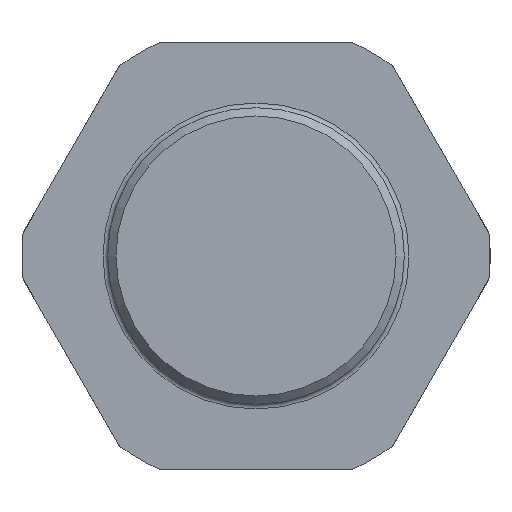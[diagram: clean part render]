
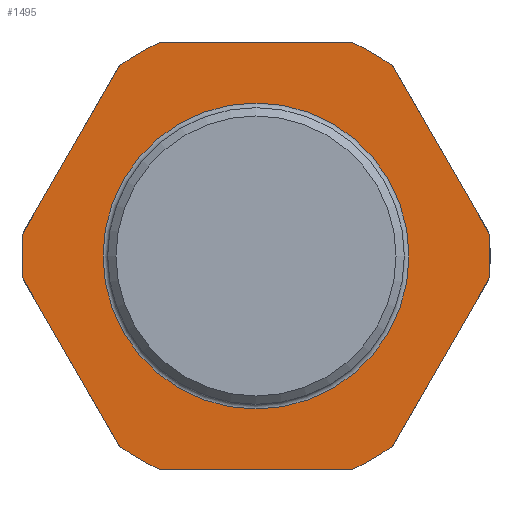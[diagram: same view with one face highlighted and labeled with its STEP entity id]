
A CAD part, left-side view. The second image highlights one B-rep face of the part: STEP entity #1495.
In plain terms, the highlighted planar face has unit normal (-1, 0, 0).
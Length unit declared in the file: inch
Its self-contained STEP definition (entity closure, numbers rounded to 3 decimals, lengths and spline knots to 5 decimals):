
#24=FACE_BOUND('',#339,.T.);
#73=LINE('',#2286,#136);
#76=LINE('',#2316,#139);
#79=LINE('',#2346,#142);
#82=LINE('',#2376,#145);
#85=LINE('',#2396,#148);
#88=LINE('',#2439,#151);
#136=VECTOR('',#1798,0.3937);
#139=VECTOR('',#1803,0.3937);
#142=VECTOR('',#1808,0.3937);
#145=VECTOR('',#1813,0.3937);
#148=VECTOR('',#1818,0.3937);
#151=VECTOR('',#1823,0.3937);
#256=FACE_OUTER_BOUND('',#338,.T.);
#338=EDGE_LOOP('',(#980,#981,#982,#983,#984,#985,#986,#987,#988,#989,#990,
#991));
#339=EDGE_LOOP('',(#992,#993));
#414=CIRCLE('',#1598,0.99409);
#415=CIRCLE('',#1600,0.99409);
#418=CIRCLE('',#1604,0.99409);
#420=CIRCLE('',#1607,0.99409);
#422=CIRCLE('',#1610,0.99409);
#423=CIRCLE('',#1612,0.99409);
#428=CIRCLE('',#1619,0.64961);
#429=CIRCLE('',#1620,0.64961);
#533=VERTEX_POINT('',#2283);
#534=VERTEX_POINT('',#2285);
#537=VERTEX_POINT('',#2313);
#538=VERTEX_POINT('',#2315);
#541=VERTEX_POINT('',#2343);
#542=VERTEX_POINT('',#2345);
#545=VERTEX_POINT('',#2373);
#546=VERTEX_POINT('',#2375);
#549=VERTEX_POINT('',#2393);
#550=VERTEX_POINT('',#2395);
#554=VERTEX_POINT('',#2436);
#555=VERTEX_POINT('',#2438);
#558=VERTEX_POINT('',#2466);
#559=VERTEX_POINT('',#2467);
#691=EDGE_CURVE('',#534,#533,#73,.T.);
#695=EDGE_CURVE('',#538,#537,#76,.T.);
#699=EDGE_CURVE('',#542,#541,#79,.T.);
#703=EDGE_CURVE('',#546,#545,#82,.T.);
#707=EDGE_CURVE('',#550,#549,#85,.T.);
#712=EDGE_CURVE('',#555,#554,#88,.T.);
#715=EDGE_CURVE('',#555,#549,#414,.T.);
#716=EDGE_CURVE('',#542,#545,#415,.T.);
#719=EDGE_CURVE('',#550,#541,#418,.T.);
#721=EDGE_CURVE('',#546,#537,#420,.T.);
#723=EDGE_CURVE('',#538,#533,#422,.T.);
#724=EDGE_CURVE('',#534,#554,#423,.T.);
#729=EDGE_CURVE('',#558,#559,#428,.T.);
#730=EDGE_CURVE('',#559,#558,#429,.T.);
#980=ORIENTED_EDGE('',*,*,#691,.T.);
#981=ORIENTED_EDGE('',*,*,#723,.F.);
#982=ORIENTED_EDGE('',*,*,#695,.T.);
#983=ORIENTED_EDGE('',*,*,#721,.F.);
#984=ORIENTED_EDGE('',*,*,#703,.T.);
#985=ORIENTED_EDGE('',*,*,#716,.F.);
#986=ORIENTED_EDGE('',*,*,#699,.T.);
#987=ORIENTED_EDGE('',*,*,#719,.F.);
#988=ORIENTED_EDGE('',*,*,#707,.T.);
#989=ORIENTED_EDGE('',*,*,#715,.F.);
#990=ORIENTED_EDGE('',*,*,#712,.T.);
#991=ORIENTED_EDGE('',*,*,#724,.F.);
#992=ORIENTED_EDGE('',*,*,#729,.T.);
#993=ORIENTED_EDGE('',*,*,#730,.T.);
#1369=PLANE('',#1618);
#1495=ADVANCED_FACE('',(#256,#24),#1369,.T.);
#1598=AXIS2_PLACEMENT_3D('',#2443,#1829,#1830);
#1600=AXIS2_PLACEMENT_3D('',#2445,#1833,#1834);
#1604=AXIS2_PLACEMENT_3D('',#2449,#1841,#1842);
#1607=AXIS2_PLACEMENT_3D('',#2452,#1847,#1848);
#1610=AXIS2_PLACEMENT_3D('',#2455,#1853,#1854);
#1612=AXIS2_PLACEMENT_3D('',#2457,#1857,#1858);
#1618=AXIS2_PLACEMENT_3D('',#2465,#1869,#1870);
#1619=AXIS2_PLACEMENT_3D('',#2468,#1871,#1872);
#1620=AXIS2_PLACEMENT_3D('',#2469,#1873,#1874);
#1798=DIRECTION('',(0.,-0.5,-0.866));
#1803=DIRECTION('',(0.,-1.,0.));
#1808=DIRECTION('',(0.,0.5,0.866));
#1813=DIRECTION('',(0.,-0.5,0.866));
#1818=DIRECTION('',(0.,1.,0.));
#1823=DIRECTION('',(0.,0.5,-0.866));
#1829=DIRECTION('center_axis',(1.,0.,0.));
#1830=DIRECTION('ref_axis',(0.,0.,-1.));
#1833=DIRECTION('center_axis',(1.,0.,0.));
#1834=DIRECTION('ref_axis',(0.,0.,-1.));
#1841=DIRECTION('center_axis',(1.,0.,0.));
#1842=DIRECTION('ref_axis',(0.,0.,-1.));
#1847=DIRECTION('center_axis',(1.,0.,0.));
#1848=DIRECTION('ref_axis',(0.,0.,-1.));
#1853=DIRECTION('center_axis',(1.,0.,0.));
#1854=DIRECTION('ref_axis',(0.,0.,-1.));
#1857=DIRECTION('center_axis',(1.,0.,0.));
#1858=DIRECTION('ref_axis',(0.,0.,-1.));
#1869=DIRECTION('center_axis',(-1.,0.,0.));
#1870=DIRECTION('ref_axis',(0.,0.,1.));
#1871=DIRECTION('center_axis',(1.,0.,0.));
#1872=DIRECTION('ref_axis',(0.,0.,-1.));
#1873=DIRECTION('center_axis',(1.,0.,0.));
#1874=DIRECTION('ref_axis',(0.,0.,-1.));
#2283=CARTESIAN_POINT('',(-0.05125,0.49846,-0.76732));
#2285=CARTESIAN_POINT('',(-0.05125,0.90867,-0.05681));
#2286=CARTESIAN_POINT('',(-0.05125,0.93038,-0.01921));
#2313=CARTESIAN_POINT('',(-0.05125,-0.49084,-0.86482));
#2315=CARTESIAN_POINT('',(-0.05125,0.32958,-0.86482));
#2316=CARTESIAN_POINT('',(-0.05125,0.62152,-0.86482));
#2343=CARTESIAN_POINT('',(-0.05125,-0.65972,0.8487));
#2345=CARTESIAN_POINT('',(-0.05125,-1.06993,0.1382));
#2346=CARTESIAN_POINT('',(-0.05125,-0.84312,0.53105));
#2373=CARTESIAN_POINT('',(-0.05125,-1.06993,-0.05681));
#2375=CARTESIAN_POINT('',(-0.05125,-0.65972,-0.76732));
#2376=CARTESIAN_POINT('',(-0.05125,-0.63802,-0.80492));
#2393=CARTESIAN_POINT('',(-0.05125,0.32958,0.9462));
#2395=CARTESIAN_POINT('',(-0.05125,-0.49084,0.9462));
#2396=CARTESIAN_POINT('',(-0.05125,0.21131,0.9462));
#2436=CARTESIAN_POINT('',(-0.05125,0.90867,0.1382));
#2438=CARTESIAN_POINT('',(-0.05125,0.49846,0.8487));
#2439=CARTESIAN_POINT('',(-0.05125,0.72527,0.45585));
#2443=CARTESIAN_POINT('Origin',(-0.05125,-0.08063,
0.04069));
#2445=CARTESIAN_POINT('Origin',(-0.05125,-0.08063,
0.04069));
#2449=CARTESIAN_POINT('Origin',(-0.05125,-0.08063,
0.04069));
#2452=CARTESIAN_POINT('Origin',(-0.05125,-0.08063,
0.04069));
#2455=CARTESIAN_POINT('Origin',(-0.05125,-0.08063,
0.04069));
#2457=CARTESIAN_POINT('Origin',(-0.05125,-0.08063,
0.04069));
#2465=CARTESIAN_POINT('Origin',(-0.05125,0.91346,0.04069));
#2466=CARTESIAN_POINT('',(-0.05125,0.56897,0.04069));
#2467=CARTESIAN_POINT('',(-0.05125,-0.08063,0.6903));
#2468=CARTESIAN_POINT('Origin',(-0.05125,-0.08063,
0.04069));
#2469=CARTESIAN_POINT('Origin',(-0.05125,-0.08063,
0.04069));
